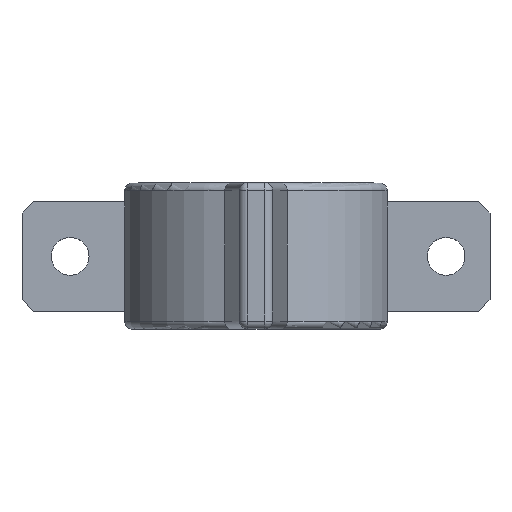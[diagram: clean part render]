
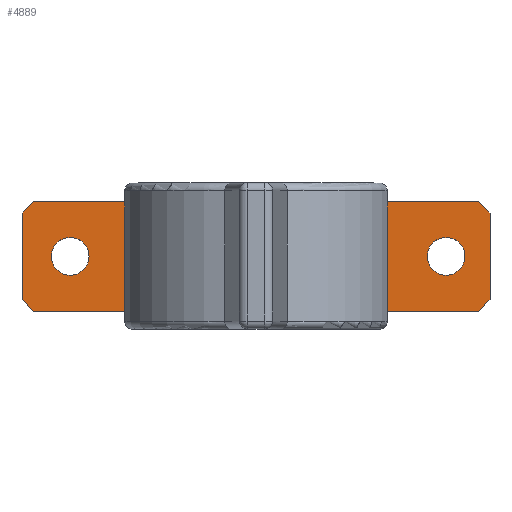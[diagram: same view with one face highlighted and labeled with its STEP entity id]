
A CAD part, top view. The second image highlights one B-rep face of the part: STEP entity #4889.
In plain terms, the highlighted planar face has unit normal (0, 0, 1).
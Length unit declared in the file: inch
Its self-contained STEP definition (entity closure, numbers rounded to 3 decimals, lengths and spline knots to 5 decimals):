
#61=FACE_BOUND('',#1840,.T.);
#62=FACE_BOUND('',#1841,.T.);
#63=FACE_BOUND('',#1842,.T.);
#166=PLANE('',#5279);
#520=LINE('',#7781,#1045);
#522=LINE('',#7787,#1047);
#527=LINE('',#7801,#1052);
#528=LINE('',#7806,#1053);
#531=LINE('',#7811,#1056);
#534=LINE('',#7819,#1059);
#539=LINE('',#7837,#1064);
#540=LINE('',#7839,#1065);
#542=LINE('',#7843,#1067);
#543=LINE('',#7845,#1068);
#544=LINE('',#7847,#1069);
#545=LINE('',#7849,#1070);
#546=LINE('',#7851,#1071);
#547=LINE('',#7853,#1072);
#548=LINE('',#7855,#1073);
#549=LINE('',#7857,#1074);
#550=LINE('',#7859,#1075);
#551=LINE('',#7860,#1076);
#1045=VECTOR('',#6172,0.3937);
#1047=VECTOR('',#6180,0.3937);
#1052=VECTOR('',#6191,0.3937);
#1053=VECTOR('',#6196,0.3937);
#1056=VECTOR('',#6201,0.3937);
#1059=VECTOR('',#6208,0.3937);
#1064=VECTOR('',#6229,0.3937);
#1065=VECTOR('',#6232,0.3937);
#1067=VECTOR('',#6236,0.3937);
#1068=VECTOR('',#6237,0.3937);
#1069=VECTOR('',#6238,0.3937);
#1070=VECTOR('',#6239,0.3937);
#1071=VECTOR('',#6240,0.3937);
#1072=VECTOR('',#6241,0.3937);
#1073=VECTOR('',#6242,0.3937);
#1074=VECTOR('',#6243,0.3937);
#1075=VECTOR('',#6244,0.3937);
#1076=VECTOR('',#6245,0.3937);
#1540=FACE_OUTER_BOUND('',#1839,.T.);
#1839=EDGE_LOOP('',(#3973,#3974,#3975,#3976,#3977,#3978,#3979,#3980,#3981,
#3982,#3983,#3984,#3985,#3986,#3987,#3988));
#1840=EDGE_LOOP('',(#3989,#3990,#3991,#3992));
#1841=EDGE_LOOP('',(#3993));
#1842=EDGE_LOOP('',(#3994));
#2086=CIRCLE('',#5257,0.18695);
#2087=CIRCLE('',#5260,0.15709);
#2092=CIRCLE('',#5280,0.04705);
#2093=CIRCLE('',#5281,0.04705);
#2398=VERTEX_POINT('',#7773);
#2399=VERTEX_POINT('',#7775);
#2400=VERTEX_POINT('',#7779);
#2401=VERTEX_POINT('',#7783);
#2406=VERTEX_POINT('',#7798);
#2407=VERTEX_POINT('',#7800);
#2408=VERTEX_POINT('',#7804);
#2409=VERTEX_POINT('',#7805);
#2410=VERTEX_POINT('',#7810);
#2413=VERTEX_POINT('',#7817);
#2418=VERTEX_POINT('',#7835);
#2419=VERTEX_POINT('',#7842);
#2420=VERTEX_POINT('',#7844);
#2421=VERTEX_POINT('',#7846);
#2422=VERTEX_POINT('',#7848);
#2423=VERTEX_POINT('',#7850);
#2424=VERTEX_POINT('',#7852);
#2425=VERTEX_POINT('',#7854);
#2426=VERTEX_POINT('',#7856);
#2427=VERTEX_POINT('',#7858);
#2428=VERTEX_POINT('',#7861);
#2429=VERTEX_POINT('',#7863);
#2946=EDGE_CURVE('',#2399,#2398,#2086,.T.);
#2949=EDGE_CURVE('',#2398,#2400,#520,.T.);
#2951=EDGE_CURVE('',#2400,#2401,#2087,.T.);
#2952=EDGE_CURVE('',#2401,#2399,#522,.T.);
#2958=EDGE_CURVE('',#2407,#2406,#527,.T.);
#2960=EDGE_CURVE('',#2408,#2409,#528,.T.);
#2963=EDGE_CURVE('',#2406,#2410,#531,.T.);
#2967=EDGE_CURVE('',#2409,#2413,#534,.T.);
#2977=EDGE_CURVE('',#2418,#2410,#539,.T.);
#2978=EDGE_CURVE('',#2413,#2407,#540,.T.);
#2980=EDGE_CURVE('',#2419,#2418,#542,.T.);
#2981=EDGE_CURVE('',#2420,#2419,#543,.T.);
#2982=EDGE_CURVE('',#2420,#2421,#544,.T.);
#2983=EDGE_CURVE('',#2421,#2422,#545,.T.);
#2984=EDGE_CURVE('',#2422,#2423,#546,.T.);
#2985=EDGE_CURVE('',#2423,#2424,#547,.T.);
#2986=EDGE_CURVE('',#2424,#2425,#548,.T.);
#2987=EDGE_CURVE('',#2426,#2425,#549,.T.);
#2988=EDGE_CURVE('',#2427,#2426,#550,.T.);
#2989=EDGE_CURVE('',#2408,#2427,#551,.T.);
#2990=EDGE_CURVE('',#2428,#2428,#2092,.T.);
#2991=EDGE_CURVE('',#2429,#2429,#2093,.T.);
#3973=ORIENTED_EDGE('',*,*,#2958,.T.);
#3974=ORIENTED_EDGE('',*,*,#2963,.T.);
#3975=ORIENTED_EDGE('',*,*,#2977,.F.);
#3976=ORIENTED_EDGE('',*,*,#2980,.F.);
#3977=ORIENTED_EDGE('',*,*,#2981,.F.);
#3978=ORIENTED_EDGE('',*,*,#2982,.T.);
#3979=ORIENTED_EDGE('',*,*,#2983,.T.);
#3980=ORIENTED_EDGE('',*,*,#2984,.T.);
#3981=ORIENTED_EDGE('',*,*,#2985,.T.);
#3982=ORIENTED_EDGE('',*,*,#2986,.T.);
#3983=ORIENTED_EDGE('',*,*,#2987,.F.);
#3984=ORIENTED_EDGE('',*,*,#2988,.F.);
#3985=ORIENTED_EDGE('',*,*,#2989,.F.);
#3986=ORIENTED_EDGE('',*,*,#2960,.T.);
#3987=ORIENTED_EDGE('',*,*,#2967,.T.);
#3988=ORIENTED_EDGE('',*,*,#2978,.T.);
#3989=ORIENTED_EDGE('',*,*,#2946,.T.);
#3990=ORIENTED_EDGE('',*,*,#2949,.T.);
#3991=ORIENTED_EDGE('',*,*,#2951,.T.);
#3992=ORIENTED_EDGE('',*,*,#2952,.T.);
#3993=ORIENTED_EDGE('',*,*,#2990,.T.);
#3994=ORIENTED_EDGE('',*,*,#2991,.T.);
#4889=ADVANCED_FACE('',(#1540,#61,#62,#63),#166,.T.);
#5257=AXIS2_PLACEMENT_3D('',#7776,#6166,#6167);
#5260=AXIS2_PLACEMENT_3D('',#7785,#6176,#6177);
#5279=AXIS2_PLACEMENT_3D('',#7841,#6234,#6235);
#5280=AXIS2_PLACEMENT_3D('',#7862,#6246,#6247);
#5281=AXIS2_PLACEMENT_3D('',#7864,#6248,#6249);
#6166=DIRECTION('center_axis',(0.,0.,
-1.));
#6167=DIRECTION('ref_axis',(0.729,-0.684,0.));
#6172=DIRECTION('',(1.,0.,0.));
#6176=DIRECTION('center_axis',(0.,0.,
-1.));
#6177=DIRECTION('ref_axis',(-0.58,0.815,0.));
#6180=DIRECTION('',(-1.,0.,0.));
#6191=DIRECTION('',(0.,1.,0.));
#6196=DIRECTION('',(1.,0.,0.));
#6201=DIRECTION('',(1.,0.,0.));
#6208=DIRECTION('',(0.,-1.,0.));
#6229=DIRECTION('',(-0.707,-0.707,0.));
#6232=DIRECTION('',(1.,0.,0.));
#6234=DIRECTION('center_axis',(0.,0.,
1.));
#6235=DIRECTION('ref_axis',(-1.,0.,0.));
#6236=DIRECTION('',(0.,-1.,0.));
#6237=DIRECTION('',(0.707,-0.707,0.));
#6238=DIRECTION('',(-1.,0.,0.));
#6239=DIRECTION('',(0.,1.,0.));
#6240=DIRECTION('',(-1.,0.,0.));
#6241=DIRECTION('',(0.,-1.,0.));
#6242=DIRECTION('',(-1.,0.,0.));
#6243=DIRECTION('',(0.707,0.707,0.));
#6244=DIRECTION('',(0.,1.,0.));
#6245=DIRECTION('',(-0.707,0.707,0.));
#6246=DIRECTION('center_axis',(0.,0.,
-1.));
#6247=DIRECTION('ref_axis',(1.,0.,0.));
#6248=DIRECTION('center_axis',(0.,0.,
-1.));
#6249=DIRECTION('ref_axis',(1.,0.,0.));
#7773=CARTESIAN_POINT('',(-0.1084,0.12795,0.38976));
#7775=CARTESIAN_POINT('',(-0.1084,-0.12795,0.38976));
#7776=CARTESIAN_POINT('Origin',(0.0279,0.,
0.38976));
#7779=CARTESIAN_POINT('',(0.11903,0.12795,0.38976));
#7781=CARTESIAN_POINT('',(-0.0542,0.12795,0.38976));
#7783=CARTESIAN_POINT('',(0.11903,-0.12795,0.38976));
#7785=CARTESIAN_POINT('Origin',(0.0279,0.,
0.38976));
#7787=CARTESIAN_POINT('',(0.05952,-0.12795,0.38976));
#7798=CARTESIAN_POINT('',(0.15689,-0.1374,0.38976));
#7800=CARTESIAN_POINT('',(0.15689,-0.14724,0.38976));
#7801=CARTESIAN_POINT('',(0.15689,-0.07854,0.38976));
#7804=CARTESIAN_POINT('',(-0.55374,-0.1374,0.38976));
#7805=CARTESIAN_POINT('',(-0.15689,-0.1374,0.38976));
#7806=CARTESIAN_POINT('',(-0.00456,-0.1374,0.38976));
#7810=CARTESIAN_POINT('',(0.55374,-0.1374,0.38976));
#7811=CARTESIAN_POINT('',(-0.00456,-0.1374,0.38976));
#7817=CARTESIAN_POINT('',(-0.15689,-0.14724,0.38976));
#7819=CARTESIAN_POINT('',(-0.15689,-0.07854,0.38976));
#7835=CARTESIAN_POINT('',(0.58327,-0.10787,0.38976));
#7837=CARTESIAN_POINT('',(0.58327,-0.10787,0.38976));
#7839=CARTESIAN_POINT('',(-0.27195,-0.14724,0.38976));
#7841=CARTESIAN_POINT('Origin',(0.,0.,
0.38976));
#7842=CARTESIAN_POINT('',(0.58327,0.10787,0.38976));
#7843=CARTESIAN_POINT('',(0.58327,0.10787,0.38976));
#7844=CARTESIAN_POINT('',(0.55374,0.1374,0.38976));
#7845=CARTESIAN_POINT('',(0.53406,0.15709,0.38976));
#7846=CARTESIAN_POINT('',(0.15689,0.1374,0.38976));
#7847=CARTESIAN_POINT('',(-0.00456,0.1374,0.38976));
#7848=CARTESIAN_POINT('',(0.15689,0.14724,0.38976));
#7849=CARTESIAN_POINT('',(0.15689,0.07854,0.38976));
#7850=CARTESIAN_POINT('',(-0.15689,0.14724,0.38976));
#7851=CARTESIAN_POINT('',(-0.27195,0.14724,0.38976));
#7852=CARTESIAN_POINT('',(-0.15689,0.1374,0.38976));
#7853=CARTESIAN_POINT('',(-0.15689,0.07854,0.38976));
#7854=CARTESIAN_POINT('',(-0.55374,0.1374,0.38976));
#7855=CARTESIAN_POINT('',(-0.00456,0.1374,0.38976));
#7856=CARTESIAN_POINT('',(-0.58327,0.10787,0.38976));
#7857=CARTESIAN_POINT('',(-0.58327,0.10787,0.38976));
#7858=CARTESIAN_POINT('',(-0.58327,-0.10787,0.38976));
#7859=CARTESIAN_POINT('',(-0.58327,-0.10787,0.38976));
#7860=CARTESIAN_POINT('',(-0.53406,-0.15709,0.38976));
#7861=CARTESIAN_POINT('',(-0.51024,0.,0.38976));
#7862=CARTESIAN_POINT('Origin',(-0.46319,0.,
0.38976));
#7863=CARTESIAN_POINT('',(0.42677,0.,0.38976));
#7864=CARTESIAN_POINT('Origin',(0.47382,0.,
0.38976));
